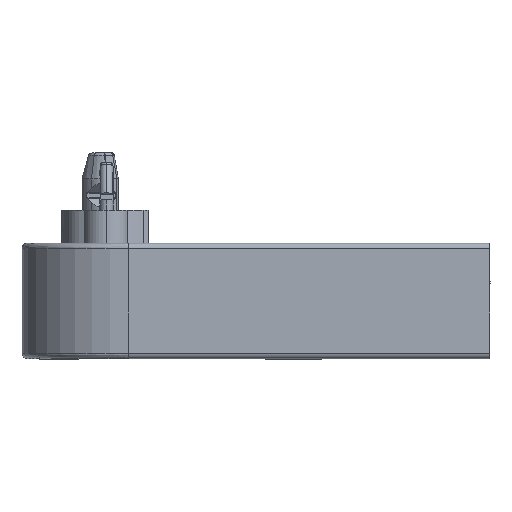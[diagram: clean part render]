
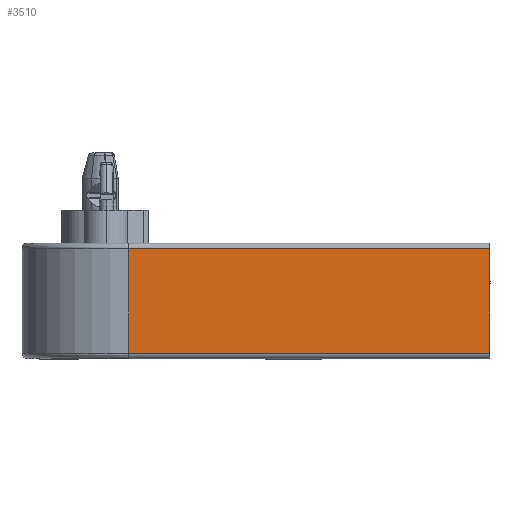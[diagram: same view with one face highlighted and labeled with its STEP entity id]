
A CAD part, left-side view. The second image highlights one B-rep face of the part: STEP entity #3510.
In plain terms, the highlighted planar face has unit normal (-1, 0, 0).
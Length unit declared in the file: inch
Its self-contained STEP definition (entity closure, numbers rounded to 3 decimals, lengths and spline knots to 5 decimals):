
#751 = EDGE_CURVE ( 'NONE', #20526, #31846, #9483, .T. ) ;
#1752 = VECTOR ( 'NONE', #27488, 39.37008 ) ;
#2540 = DIRECTION ( 'NONE',  ( 0., 0., -1. ) ) ;
#3075 = VECTOR ( 'NONE', #2540, 39.37008 ) ;
#3510 = ADVANCED_FACE ( 'NONE', ( #24819 ), #32590, .F. ) ;
#4356 = CARTESIAN_POINT ( 'NONE',  ( -0.64173, 1.08465, 0.66142 ) ) ;
#4846 = AXIS2_PLACEMENT_3D ( 'NONE', #29793, #32757, #24653 ) ;
#8739 = EDGE_LOOP ( 'NONE', ( #32464, #19944, #29641, #11131 ) ) ;
#9483 = LINE ( 'NONE', #4356, #32598 ) ;
#11131 = ORIENTED_EDGE ( 'NONE', *, *, #21111, .F. ) ;
#12270 = EDGE_CURVE ( 'NONE', #28057, #31525, #25327, .T. ) ;
#12854 = VECTOR ( 'NONE', #30303, 39.37008 ) ;
#15222 = EDGE_CURVE ( 'NONE', #28057, #20526, #32445, .T. ) ;
#16353 = CARTESIAN_POINT ( 'NONE',  ( -0.64173, 0., 0.66142 ) ) ;
#17856 = CARTESIAN_POINT ( 'NONE',  ( -0.64173, 0., 0.0315 ) ) ;
#19944 = ORIENTED_EDGE ( 'NONE', *, *, #15222, .F. ) ;
#20091 = LINE ( 'NONE', #30190, #3075 ) ;
#20362 = CARTESIAN_POINT ( 'NONE',  ( -0.64173, 1.08465, 0.0315 ) ) ;
#20526 = VERTEX_POINT ( 'NONE', #22154 ) ;
#21111 = EDGE_CURVE ( 'NONE', #31846, #31525, #20091, .T. ) ;
#22154 = CARTESIAN_POINT ( 'NONE',  ( -0.64173, 2.16929, 0.66142 ) ) ;
#24653 = DIRECTION ( 'NONE',  ( 0., 1., 0. ) ) ;
#24819 = FACE_OUTER_BOUND ( 'NONE', #8739, .T. ) ;
#25327 = LINE ( 'NONE', #20362, #12854 ) ;
#27488 = DIRECTION ( 'NONE',  ( 0., 0., 1. ) ) ;
#28057 = VERTEX_POINT ( 'NONE', #30234 ) ;
#29641 = ORIENTED_EDGE ( 'NONE', *, *, #12270, .T. ) ;
#29793 = CARTESIAN_POINT ( 'NONE',  ( -0.64173, 0., 0.0315 ) ) ;
#30190 = CARTESIAN_POINT ( 'NONE',  ( -0.64173, 0., 0.34646 ) ) ;
#30234 = CARTESIAN_POINT ( 'NONE',  ( -0.64173, 2.16929, 0.0315 ) ) ;
#30303 = DIRECTION ( 'NONE',  ( 0., -1., 0. ) ) ;
#31525 = VERTEX_POINT ( 'NONE', #17856 ) ;
#31822 = DIRECTION ( 'NONE',  ( 0., -1., 0. ) ) ;
#31846 = VERTEX_POINT ( 'NONE', #16353 ) ;
#32269 = CARTESIAN_POINT ( 'NONE',  ( -0.64173, 2.16929, 0.34646 ) ) ;
#32445 = LINE ( 'NONE', #32269, #1752 ) ;
#32464 = ORIENTED_EDGE ( 'NONE', *, *, #751, .F. ) ;
#32590 = PLANE ( 'NONE',  #4846 ) ;
#32598 = VECTOR ( 'NONE', #31822, 39.37008 ) ;
#32757 = DIRECTION ( 'NONE',  ( 1., 0., 0. ) ) ;
